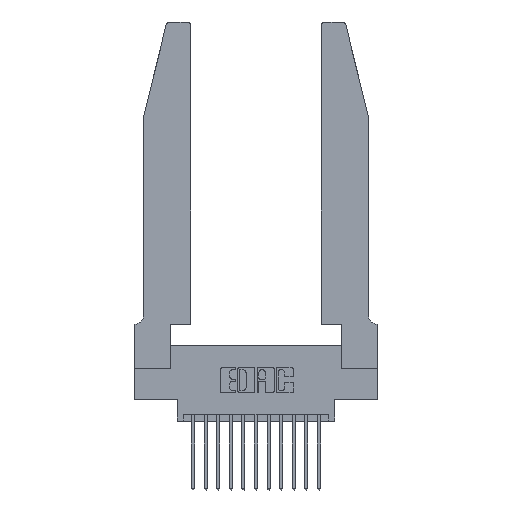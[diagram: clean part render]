
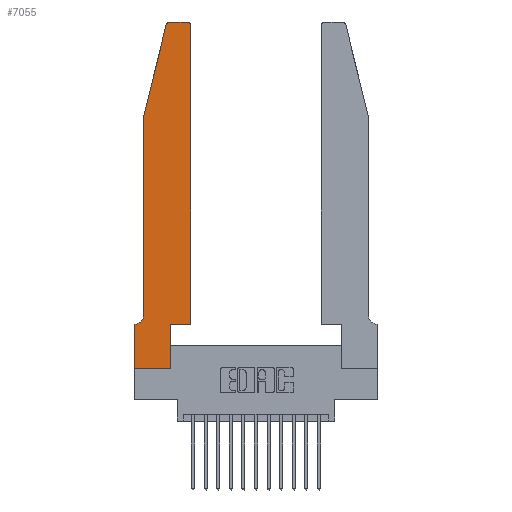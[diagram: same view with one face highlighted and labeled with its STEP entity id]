
A CAD part, top view. The second image highlights one B-rep face of the part: STEP entity #7055.
In plain terms, the highlighted planar face has unit normal (0, 0, 1).
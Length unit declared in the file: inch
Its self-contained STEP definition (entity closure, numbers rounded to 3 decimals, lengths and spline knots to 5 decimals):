
#194 = AXIS2_PLACEMENT_3D ( 'NONE', #13480, #16188, #8100 ) ;
#541 = EDGE_CURVE ( 'NONE', #13984, #11545, #6972, .T. ) ;
#888 = CARTESIAN_POINT ( 'NONE',  ( 0.0755, 2., 0.37 ) ) ;
#965 = ORIENTED_EDGE ( 'NONE', *, *, #10790, .T. ) ;
#1164 = FACE_OUTER_BOUND ( 'NONE', #12132, .T. ) ;
#1423 = AXIS2_PLACEMENT_3D ( 'NONE', #7010, #16441, #8346 ) ;
#1524 = CARTESIAN_POINT ( 'NONE',  ( 0.4505, 0.35, 0.37 ) ) ;
#1620 = CARTESIAN_POINT ( 'NONE',  ( 0.0755, 0.42, 0.37 ) ) ;
#1767 = VERTEX_POINT ( 'NONE', #15977 ) ;
#2074 = AXIS2_PLACEMENT_3D ( 'NONE', #2167, #11643, #3594 ) ;
#2101 = DIRECTION ( 'NONE',  ( 0., 1., 0. ) ) ;
#2167 = CARTESIAN_POINT ( 'NONE',  ( 0.4205, 2.72, 0.37 ) ) ;
#2745 = EDGE_CURVE ( 'NONE', #5872, #14261, #12387, .T. ) ;
#2883 = EDGE_CURVE ( 'NONE', #14261, #13984, #3554, .T. ) ;
#3101 = CARTESIAN_POINT ( 'NONE',  ( 0.0755, 2., 0.37 ) ) ;
#3204 = CARTESIAN_POINT ( 'NONE',  ( 0.2605, 2.75, 0.37 ) ) ;
#3414 = VECTOR ( 'NONE', #11758, 39.37008 ) ;
#3554 = LINE ( 'NONE', #14060, #17448 ) ;
#3594 = DIRECTION ( 'NONE',  ( 1., 0., 0. ) ) ;
#3913 = VECTOR ( 'NONE', #2101, 39.37008 ) ;
#4009 = CARTESIAN_POINT ( 'NONE',  ( 0.284, 2.75, 0.37 ) ) ;
#4088 = PLANE ( 'NONE',  #194 ) ;
#4160 = VECTOR ( 'NONE', #12506, 39.37008 ) ;
#4340 = CIRCLE ( 'NONE', #2074, 0.03 ) ;
#5248 = VECTOR ( 'NONE', #10701, 39.37008 ) ;
#5345 = VECTOR ( 'NONE', #12611, 39.37008 ) ;
#5567 = EDGE_CURVE ( 'NONE', #11093, #17606, #15035, .T. ) ;
#5570 = EDGE_CURVE ( 'NONE', #16590, #8816, #4340, .T. ) ;
#5872 = VERTEX_POINT ( 'NONE', #1620 ) ;
#6604 = CARTESIAN_POINT ( 'NONE',  ( 0.4505, 2.72, 0.37 ) ) ;
#6923 = ORIENTED_EDGE ( 'NONE', *, *, #5570, .T. ) ;
#6972 = LINE ( 'NONE', #12937, #3414 ) ;
#7006 = CARTESIAN_POINT ( 'NONE',  ( 0.4505, 0.35, 0.37 ) ) ;
#7010 = CARTESIAN_POINT ( 'NONE',  ( 0.0055, 0.42, 0.37 ) ) ;
#7055 = ADVANCED_FACE ( 'NONE', ( #1164 ), #4088, .T. ) ;
#7120 = CARTESIAN_POINT ( 'NONE',  ( 0., 0., 0.37 ) ) ;
#7168 = EDGE_CURVE ( 'NONE', #17606, #11727, #7181, .T. ) ;
#7181 = LINE ( 'NONE', #1524, #10358 ) ;
#7509 = ORIENTED_EDGE ( 'NONE', *, *, #7888, .T. ) ;
#7559 = EDGE_CURVE ( 'NONE', #11727, #16590, #8757, .T. ) ;
#7749 = DIRECTION ( 'NONE',  ( 0., 0., 1. ) ) ;
#7807 = CIRCLE ( 'NONE', #14731, 0.03 ) ;
#7888 = EDGE_CURVE ( 'NONE', #13848, #5872, #11293, .T. ) ;
#8100 = DIRECTION ( 'NONE',  ( 1., 0., 0. ) ) ;
#8346 = DIRECTION ( 'NONE',  ( -1., 0., 0. ) ) ;
#8422 = ORIENTED_EDGE ( 'NONE', *, *, #11778, .T. ) ;
#8757 = LINE ( 'NONE', #13172, #15514 ) ;
#8816 = VERTEX_POINT ( 'NONE', #17575 ) ;
#8885 = LINE ( 'NONE', #3204, #5345 ) ;
#9682 = DIRECTION ( 'NONE',  ( 1., 0., 0. ) ) ;
#10358 = VECTOR ( 'NONE', #9682, 39.37008 ) ;
#10701 = DIRECTION ( 'NONE',  ( -0.239, -0.971, 0. ) ) ;
#10721 = CARTESIAN_POINT ( 'NONE',  ( 0., 0.35, 0.37 ) ) ;
#10790 = EDGE_CURVE ( 'NONE', #8816, #12838, #8885, .T. ) ;
#10905 = ORIENTED_EDGE ( 'NONE', *, *, #5567, .T. ) ;
#11093 = VERTEX_POINT ( 'NONE', #12145 ) ;
#11094 = ORIENTED_EDGE ( 'NONE', *, *, #14340, .T. ) ;
#11293 = LINE ( 'NONE', #3101, #4160 ) ;
#11545 = VERTEX_POINT ( 'NONE', #17385 ) ;
#11612 = LINE ( 'NONE', #7120, #15609 ) ;
#11643 = DIRECTION ( 'NONE',  ( 0., 0., 1. ) ) ;
#11727 = VERTEX_POINT ( 'NONE', #7006 ) ;
#11758 = DIRECTION ( 'NONE',  ( 0., -1., 0. ) ) ;
#11778 = EDGE_CURVE ( 'NONE', #11545, #11093, #11612, .T. ) ;
#11901 = ORIENTED_EDGE ( 'NONE', *, *, #2883, .T. ) ;
#11982 = LINE ( 'NONE', #13404, #5248 ) ;
#12132 = EDGE_LOOP ( 'NONE', ( #965, #11094, #16475, #7509, #13880, #11901, #15781, #8422, #10905, #15628, #16654, #6923 ) ) ;
#12145 = CARTESIAN_POINT ( 'NONE',  ( 0.2865, 0., 0.37 ) ) ;
#12387 = CIRCLE ( 'NONE', #1423, 0.07 ) ;
#12506 = DIRECTION ( 'NONE',  ( 0., -1., 0. ) ) ;
#12611 = DIRECTION ( 'NONE',  ( -1., 0., 0. ) ) ;
#12838 = VERTEX_POINT ( 'NONE', #4009 ) ;
#12875 = CARTESIAN_POINT ( 'NONE',  ( 0.0055, 0.35, 0.37 ) ) ;
#12931 = CARTESIAN_POINT ( 'NONE',  ( 0.2865, 0.35, 0.37 ) ) ;
#12937 = CARTESIAN_POINT ( 'NONE',  ( 0., 0., 0.37 ) ) ;
#13172 = CARTESIAN_POINT ( 'NONE',  ( 0.4505, 0.35, 0.37 ) ) ;
#13404 = CARTESIAN_POINT ( 'NONE',  ( 0.0755, 2., 0.37 ) ) ;
#13480 = CARTESIAN_POINT ( 'NONE',  ( 0., 0.35, 0.37 ) ) ;
#13848 = VERTEX_POINT ( 'NONE', #888 ) ;
#13880 = ORIENTED_EDGE ( 'NONE', *, *, #2745, .T. ) ;
#13984 = VERTEX_POINT ( 'NONE', #10721 ) ;
#14060 = CARTESIAN_POINT ( 'NONE',  ( 0.0755, 0.35, 0.37 ) ) ;
#14261 = VERTEX_POINT ( 'NONE', #12875 ) ;
#14340 = EDGE_CURVE ( 'NONE', #12838, #1767, #7807, .T. ) ;
#14731 = AXIS2_PLACEMENT_3D ( 'NONE', #15822, #7749, #17179 ) ;
#15035 = LINE ( 'NONE', #12931, #3913 ) ;
#15514 = VECTOR ( 'NONE', #15827, 39.37008 ) ;
#15609 = VECTOR ( 'NONE', #16548, 39.37008 ) ;
#15628 = ORIENTED_EDGE ( 'NONE', *, *, #7168, .T. ) ;
#15781 = ORIENTED_EDGE ( 'NONE', *, *, #541, .T. ) ;
#15822 = CARTESIAN_POINT ( 'NONE',  ( 0.284, 2.72, 0.37 ) ) ;
#15827 = DIRECTION ( 'NONE',  ( 0., 1., 0. ) ) ;
#15977 = CARTESIAN_POINT ( 'NONE',  ( 0.25487, 2.72718, 0.37 ) ) ;
#16054 = EDGE_CURVE ( 'NONE', #1767, #13848, #11982, .T. ) ;
#16188 = DIRECTION ( 'NONE',  ( 0., 0., 1. ) ) ;
#16441 = DIRECTION ( 'NONE',  ( 0., 0., -1. ) ) ;
#16475 = ORIENTED_EDGE ( 'NONE', *, *, #16054, .T. ) ;
#16548 = DIRECTION ( 'NONE',  ( 1., 0., 0. ) ) ;
#16590 = VERTEX_POINT ( 'NONE', #6604 ) ;
#16654 = ORIENTED_EDGE ( 'NONE', *, *, #7559, .T. ) ;
#16779 = DIRECTION ( 'NONE',  ( -1., 0., 0. ) ) ;
#17179 = DIRECTION ( 'NONE',  ( 1., 0., 0. ) ) ;
#17385 = CARTESIAN_POINT ( 'NONE',  ( 0., 0., 0.37 ) ) ;
#17448 = VECTOR ( 'NONE', #16779, 39.37008 ) ;
#17575 = CARTESIAN_POINT ( 'NONE',  ( 0.4205, 2.75, 0.37 ) ) ;
#17606 = VERTEX_POINT ( 'NONE', #17665 ) ;
#17665 = CARTESIAN_POINT ( 'NONE',  ( 0.2865, 0.35, 0.37 ) ) ;
